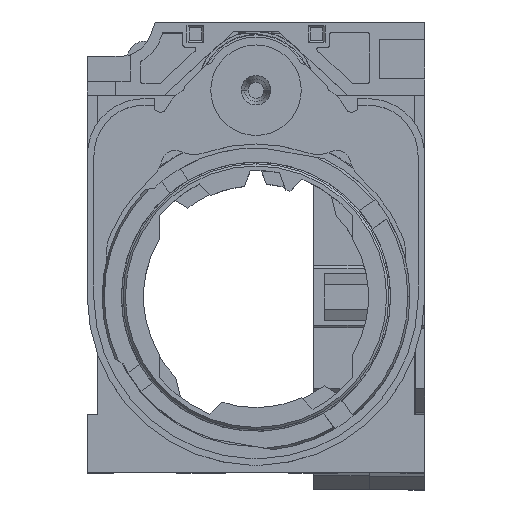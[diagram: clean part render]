
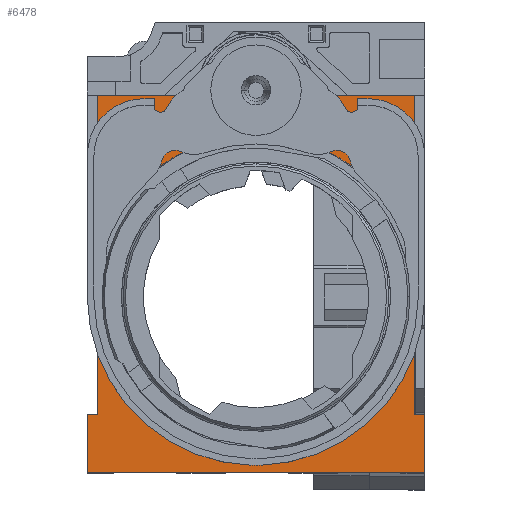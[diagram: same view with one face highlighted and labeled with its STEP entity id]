
A CAD part, top view. The second image highlights one B-rep face of the part: STEP entity #6478.
In plain terms, the highlighted planar face has unit normal (0, 0, 1).
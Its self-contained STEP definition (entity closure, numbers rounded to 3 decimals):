
#6478=ADVANCED_FACE('',(#13221,#13222),#13223,.F.);
#13221=FACE_BOUND('',#20186,.T.);
#13222=FACE_OUTER_BOUND('',#20187,.T.);
#13223=PLANE('',#20188);
#20186=EDGE_LOOP('',(#40850,#40851));
#20187=EDGE_LOOP('',(#40852,#40853,#40854,#40855,#40856,#40857,#40858,#40859,#40860,#40861));
#20188=AXIS2_PLACEMENT_3D('',#40862,#40863,#40864);
#40850=ORIENTED_EDGE('',*,*,#46776,.T.);
#40851=ORIENTED_EDGE('',*,*,#51231,.T.);
#40852=ORIENTED_EDGE('',*,*,#51232,.T.);
#40853=ORIENTED_EDGE('',*,*,#51205,.F.);
#40854=ORIENTED_EDGE('',*,*,#51200,.T.);
#40855=ORIENTED_EDGE('',*,*,#51233,.T.);
#40856=ORIENTED_EDGE('',*,*,#51214,.T.);
#40857=ORIENTED_EDGE('',*,*,#51195,.F.);
#40858=ORIENTED_EDGE('',*,*,#51190,.F.);
#40859=ORIENTED_EDGE('',*,*,#51234,.T.);
#40860=ORIENTED_EDGE('',*,*,#47918,.T.);
#40861=ORIENTED_EDGE('',*,*,#51235,.T.);
#40862=CARTESIAN_POINT('',(14.9,19.85,55.05));
#40863=DIRECTION('',(0.0,0.0,-1.0));
#40864=DIRECTION('',(0.0,1.0,0.0));
#46776=EDGE_CURVE('',#57380,#57384,#57386,.T.);
#47918=EDGE_CURVE('',#59185,#59183,#59186,.T.);
#51190=EDGE_CURVE('',#63988,#63990,#63991,.T.);
#51195=EDGE_CURVE('',#63990,#63996,#63997,.T.);
#51200=EDGE_CURVE('',#64003,#64001,#64004,.T.);
#51205=EDGE_CURVE('',#64003,#64009,#64010,.T.);
#51214=EDGE_CURVE('',#64021,#63996,#64022,.T.);
#51231=EDGE_CURVE('',#57384,#57380,#64048,.T.);
#51232=EDGE_CURVE('',#64049,#64009,#64050,.T.);
#51233=EDGE_CURVE('',#64001,#64021,#64051,.T.);
#51234=EDGE_CURVE('',#63988,#59185,#64052,.T.);
#51235=EDGE_CURVE('',#59183,#64049,#64053,.T.);
#57380=VERTEX_POINT('',#73267);
#57384=VERTEX_POINT('',#73272);
#57386=CIRCLE('',#73275,12.3);
#59183=VERTEX_POINT('',#75758);
#59185=VERTEX_POINT('',#75761);
#59186=CIRCLE('',#75762,5.2);
#63988=VERTEX_POINT('',#82501);
#63990=VERTEX_POINT('',#82504);
#63991=LINE('',#82505,#82506);
#63996=VERTEX_POINT('',#82513);
#63997=LINE('',#82514,#82515);
#64001=VERTEX_POINT('',#82521);
#64003=VERTEX_POINT('',#82524);
#64004=LINE('',#82525,#82526);
#64009=VERTEX_POINT('',#82533);
#64010=LINE('',#82534,#82535);
#64021=VERTEX_POINT('',#82551);
#64022=LINE('',#82552,#82553);
#64048=CIRCLE('',#82589,12.3);
#64049=VERTEX_POINT('',#82590);
#64050=LINE('',#82591,#82592);
#64051=LINE('',#82593,#82594);
#64052=LINE('',#82595,#82596);
#64053=LINE('',#82597,#82598);
#73267=CARTESIAN_POINT('',(14.9,29.3,55.05));
#73272=CARTESIAN_POINT('',(14.9,4.7,55.05));
#73275=AXIS2_PLACEMENT_3D('',#87578,#87579,#87580);
#75758=CARTESIAN_POINT('',(9.719,34.81,55.05));
#75761=CARTESIAN_POINT('',(20.081,34.81,55.05));
#75762=AXIS2_PLACEMENT_3D('',#88958,#88959,#88960);
#82501=CARTESIAN_POINT('',(28.9,34.81,55.05));
#82504=CARTESIAN_POINT('',(28.9,6.591,55.05));
#82505=CARTESIAN_POINT('',(28.9,19.85,55.05));
#82506=VECTOR('',#92987,1.0);
#82513=CARTESIAN_POINT('',(29.8,6.591,55.05));
#82514=CARTESIAN_POINT('',(0.0,6.591,55.05));
#82515=VECTOR('',#92990,1.0);
#82521=CARTESIAN_POINT('',(0.0,1.45,55.05));
#82524=CARTESIAN_POINT('',(0.0,6.591,55.05));
#82525=CARTESIAN_POINT('',(0.0,6.591,55.05));
#82526=VECTOR('',#92994,1.0);
#82533=CARTESIAN_POINT('',(0.9,6.591,55.05));
#82534=CARTESIAN_POINT('',(0.0,6.591,55.05));
#82535=VECTOR('',#92997,1.0);
#82551=CARTESIAN_POINT('',(29.8,1.45,55.05));
#82552=CARTESIAN_POINT('',(29.8,6.591,55.05));
#82553=VECTOR('',#93003,1.0);
#82589=AXIS2_PLACEMENT_3D('',#93023,#93024,#93025);
#82590=CARTESIAN_POINT('',(0.9,34.81,55.05));
#82591=CARTESIAN_POINT('',(0.9,19.85,55.05));
#82592=VECTOR('',#93026,1.0);
#82593=CARTESIAN_POINT('',(0.0,1.45,55.05));
#82594=VECTOR('',#93027,1.0);
#82595=CARTESIAN_POINT('',(14.9,34.81,55.05));
#82596=VECTOR('',#93028,1.0);
#82597=CARTESIAN_POINT('',(14.9,34.81,55.05));
#82598=VECTOR('',#93029,1.0);
#87578=CARTESIAN_POINT('',(14.9,17.0,55.05));
#87579=DIRECTION('',(0.0,0.0,-1.0));
#87580=DIRECTION('',(0.0,1.0,0.0));
#88958=CARTESIAN_POINT('',(14.9,35.25,55.05));
#88959=DIRECTION('',(0.0,0.0,-1.0));
#88960=DIRECTION('',(1.0,0.0,0.0));
#92987=DIRECTION('',(0.0,-1.0,0.0));
#92990=DIRECTION('',(1.0,0.0,0.0));
#92994=DIRECTION('',(0.0,-1.0,0.0));
#92997=DIRECTION('',(1.0,0.0,0.0));
#93003=DIRECTION('',(0.0,1.0,0.0));
#93023=CARTESIAN_POINT('',(14.9,17.0,55.05));
#93024=DIRECTION('',(0.0,0.0,-1.0));
#93025=DIRECTION('',(0.0,1.0,0.0));
#93026=DIRECTION('',(0.0,-1.0,0.0));
#93027=DIRECTION('',(1.0,0.0,0.0));
#93028=DIRECTION('',(-1.0,-0.0,-0.0));
#93029=DIRECTION('',(-1.0,-0.0,-0.0));
